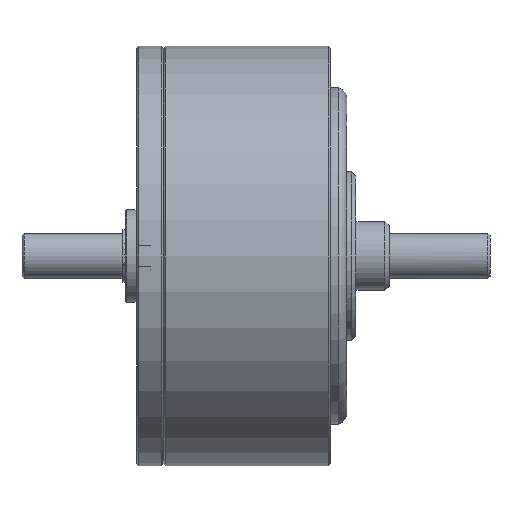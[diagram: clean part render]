
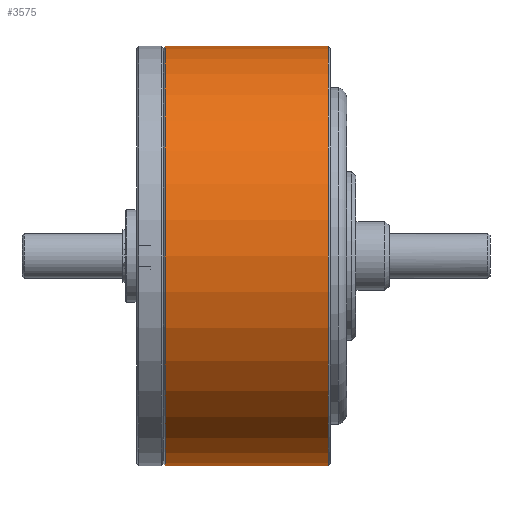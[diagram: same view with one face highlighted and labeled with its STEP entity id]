
A CAD part, front view. The second image highlights one B-rep face of the part: STEP entity #3575.
In plain terms, the highlighted cylindrical face has radius 78.994 mm (diameter 157.988 mm), a partial arc.
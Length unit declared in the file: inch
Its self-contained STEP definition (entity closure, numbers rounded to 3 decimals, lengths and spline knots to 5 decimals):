
#451 = CARTESIAN_POINT ( 'NONE',  ( 2.837, 0., 0. ) ) ;
#853 = DIRECTION ( 'NONE',  ( 1., 0., 0. ) ) ;
#865 = ORIENTED_EDGE ( 'NONE', *, *, #3074, .T. ) ;
#1303 = DIRECTION ( 'NONE',  ( 0., 0., -1. ) ) ;
#1463 = LINE ( 'NONE', #4957, #2854 ) ;
#1638 = EDGE_CURVE ( 'NONE', #7903, #8818, #8901, .T. ) ;
#1820 = CARTESIAN_POINT ( 'NONE',  ( 0.422, 0., -3.11 ) ) ;
#1934 = CARTESIAN_POINT ( 'NONE',  ( 2.837, 0., -3.11 ) ) ;
#1951 = CARTESIAN_POINT ( 'NONE',  ( 2.837, 0., 3.11 ) ) ;
#2503 = CARTESIAN_POINT ( 'NONE',  ( 2.867, 0., 3.11 ) ) ;
#2612 = EDGE_CURVE ( 'NONE', #2875, #8818, #1463, .T. ) ;
#2674 = DIRECTION ( 'NONE',  ( 1., 0., 0. ) ) ;
#2854 = VECTOR ( 'NONE', #853, 39.37008 ) ;
#2875 = VERTEX_POINT ( 'NONE', #1820 ) ;
#3074 = EDGE_CURVE ( 'NONE', #3965, #2875, #7827, .T. ) ;
#3086 = CARTESIAN_POINT ( 'NONE',  ( 0.422, 0., 3.11 ) ) ;
#3575 = ADVANCED_FACE ( 'NONE', ( #5744 ), #7375, .T. ) ;
#3687 = ORIENTED_EDGE ( 'NONE', *, *, #5536, .F. ) ;
#3746 = AXIS2_PLACEMENT_3D ( 'NONE', #8089, #4593, #8800 ) ;
#3965 = VERTEX_POINT ( 'NONE', #3086 ) ;
#4082 = ORIENTED_EDGE ( 'NONE', *, *, #2612, .T. ) ;
#4089 = AXIS2_PLACEMENT_3D ( 'NONE', #6805, #2674, #7523 ) ;
#4580 = DIRECTION ( 'NONE',  ( 1., 0., 0. ) ) ;
#4593 = DIRECTION ( 'NONE',  ( 1., 0., 0. ) ) ;
#4957 = CARTESIAN_POINT ( 'NONE',  ( 2.867, 0., -3.11 ) ) ;
#5414 = DIRECTION ( 'NONE',  ( 1., 0., 0. ) ) ;
#5536 = EDGE_CURVE ( 'NONE', #3965, #7903, #6249, .T. ) ;
#5618 = VECTOR ( 'NONE', #4580, 39.37008 ) ;
#5744 = FACE_OUTER_BOUND ( 'NONE', #7002, .T. ) ;
#6249 = LINE ( 'NONE', #2503, #5618 ) ;
#6727 = ORIENTED_EDGE ( 'NONE', *, *, #1638, .F. ) ;
#6805 = CARTESIAN_POINT ( 'NONE',  ( 0.422, 0., 0. ) ) ;
#7002 = EDGE_LOOP ( 'NONE', ( #3687, #865, #4082, #6727 ) ) ;
#7375 = CYLINDRICAL_SURFACE ( 'NONE', #3746, 3.11 ) ;
#7523 = DIRECTION ( 'NONE',  ( 0., 0., -1. ) ) ;
#7615 = AXIS2_PLACEMENT_3D ( 'NONE', #451, #5414, #1303 ) ;
#7827 = CIRCLE ( 'NONE', #4089, 3.11 ) ;
#7903 = VERTEX_POINT ( 'NONE', #1951 ) ;
#8089 = CARTESIAN_POINT ( 'NONE',  ( 2.867, 0., 0. ) ) ;
#8800 = DIRECTION ( 'NONE',  ( 0., 0., -1. ) ) ;
#8818 = VERTEX_POINT ( 'NONE', #1934 ) ;
#8901 = CIRCLE ( 'NONE', #7615, 3.11 ) ;
